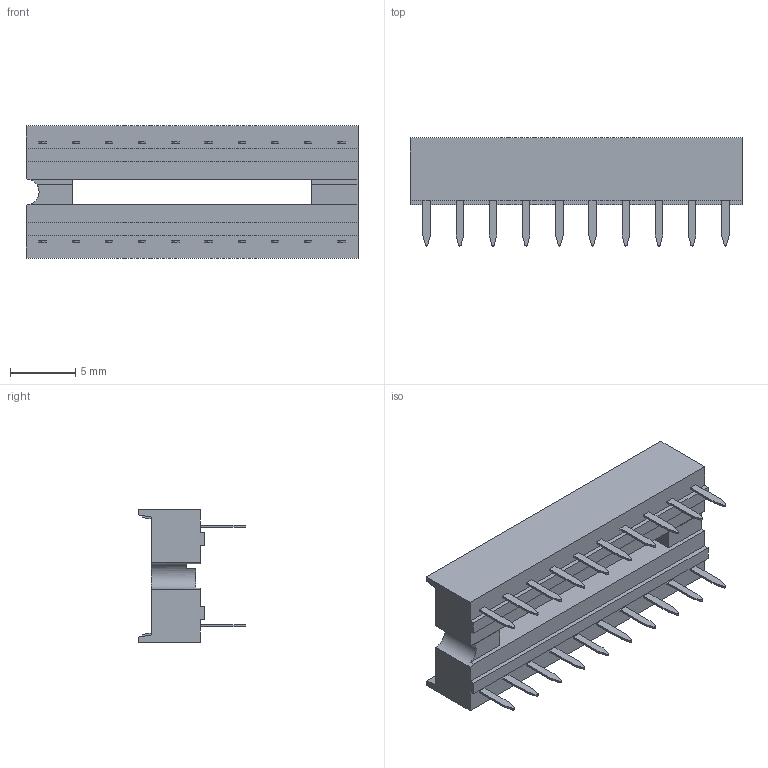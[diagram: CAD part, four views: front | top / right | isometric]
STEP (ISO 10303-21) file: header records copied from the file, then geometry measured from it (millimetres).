
FILE_DESCRIPTION(('STEP AP242'),'1');
FILE_NAME('a_20-lc-tt.stp','2020-12-31T08:52:09',('TraceParts'),('TraceParts S.A.'),'Spatial InterOp 3D',' ',' ');
FILE_SCHEMA(('AP242_MANAGED_MODEL_BASED_3D_ENGINEERING_MIM_LF {1 0 10303 442 1 1 4}'));
Length unit declared in the file: millimetre
Products named in the file (1): a_20-lc-tt
Bounding box: 25.4 x 8.25 x 10.16 mm (x, y, z)
Volume: 843.1 mm3; surface area: 1413.7 mm2
Topology: 1 solids, 21 shells, 651 faces, 1730 edges, 1140 vertices
Faces by surface type: plane 570, cylinder 81
Entity records: 39427 total; most frequent: CARTESIAN_POINT 3522, STYLED_ITEM 3521, PRESENTATION_STYLE_ASSIGNMENT 3521, COLOUR_RGB 3521, ORIENTED_EDGE 3460, DIRECTION 3199, EDGE_CURVE 1730, CURVE_STYLE 1730
